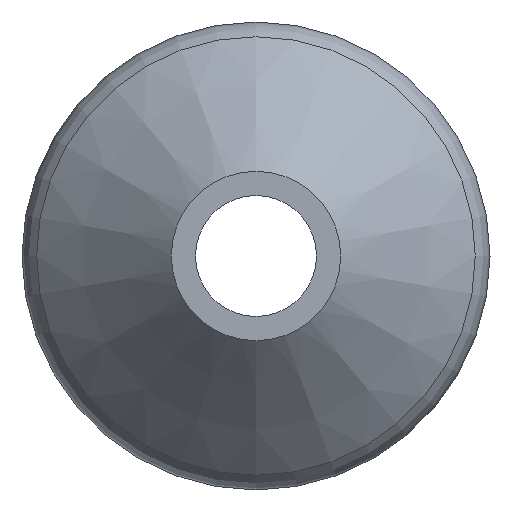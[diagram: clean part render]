
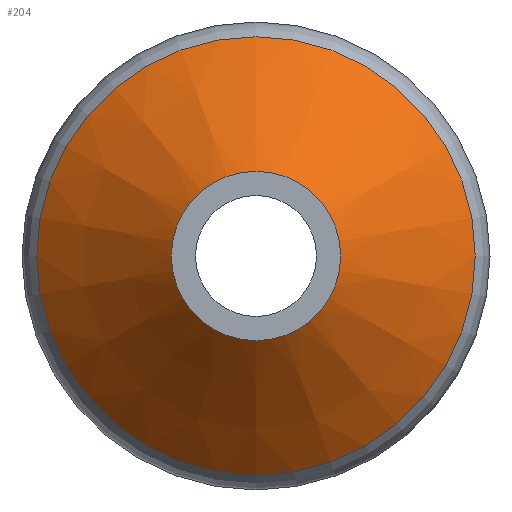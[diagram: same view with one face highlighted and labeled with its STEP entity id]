
A CAD part, left-side view. The second image highlights one B-rep face of the part: STEP entity #204.
In plain terms, the highlighted conical face has half-angle 45.978 degrees and reference radius 1.45 mm.
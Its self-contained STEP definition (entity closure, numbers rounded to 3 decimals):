
#29=CONICAL_SURFACE('',#260,1.45,0.802);
#61=ORIENTED_EDGE('',*,*,#83,.T.);
#62=ORIENTED_EDGE('',*,*,#79,.F.);
#79=EDGE_CURVE('',#96,#96,#113,.T.);
#83=EDGE_CURVE('',#100,#100,#117,.T.);
#96=VERTEX_POINT('',#372);
#100=VERTEX_POINT('',#383);
#113=CIRCLE('',#254,0.525);
#117=CIRCLE('',#261,1.358);
#146=EDGE_LOOP('',(#61));
#147=EDGE_LOOP('',(#62));
#180=FACE_BOUND('',#146,.T.);
#181=FACE_BOUND('',#147,.T.);
#204=ADVANCED_FACE('',(#180,#181),#29,.T.);
#254=AXIS2_PLACEMENT_3D('',#371,#314,#315);
#260=AXIS2_PLACEMENT_3D('',#381,#326,#327);
#261=AXIS2_PLACEMENT_3D('',#382,#328,#329);
#314=DIRECTION('',(-1.,0.,0.));
#315=DIRECTION('',(0.,0.,1.));
#326=DIRECTION('',(1.,0.,0.));
#327=DIRECTION('',(0.,0.,-1.));
#328=DIRECTION('',(-1.,0.,0.));
#329=DIRECTION('',(0.,0.,1.));
#371=CARTESIAN_POINT('',(6.,0.,0.));
#372=CARTESIAN_POINT('',(6.,0.,0.525));
#381=CARTESIAN_POINT('',(6.894,0.,0.));
#382=CARTESIAN_POINT('',(6.805,0.,0.));
#383=CARTESIAN_POINT('',(6.805,0.,1.358));
